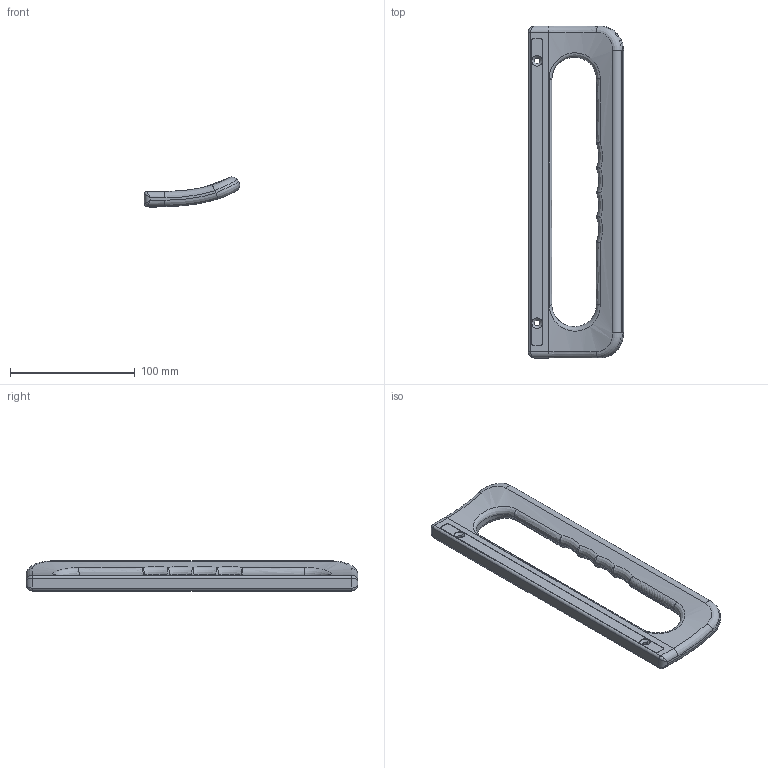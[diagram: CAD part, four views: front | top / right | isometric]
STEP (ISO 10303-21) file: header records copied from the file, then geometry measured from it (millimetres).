
FILE_DESCRIPTION (( 'STEP AP214' ), '1' );
FILE_NAME ('ÏÒÐÂ.753731.001 Ðó÷êà èçì.1 04.02.21.STEP', '2021-02-04T11:37:26', ( '' ), ( '' ), 'SwSTEP 2.0', 'SolidWorks 2018', '' );
FILE_SCHEMA (( 'AUTOMOTIVE_DESIGN' ));
Length unit declared in the file: millimetre
Products named in the file (1): ÏÒÐÂ.753731.001 Ðó÷êà èçì.1 04.02.21
Bounding box: 76.38 x 265.9 x 24.08 mm (x, y, z)
Volume: 144581.3 mm3; surface area: 36177.2 mm2
Topology: 1 solids, 1 shells, 110 faces, 258 edges, 141 vertices
Faces by surface type: bspline 59, cylinder 28, plane 19, cone 4
Entity records: 10252 total; most frequent: CARTESIAN_POINT 8229, ORIENTED_EDGE 494, DIRECTION 286, EDGE_CURVE 247, VERTEX_POINT 141, EDGE_LOOP 118, ADVANCED_FACE 110, FACE_OUTER_BOUND 110
